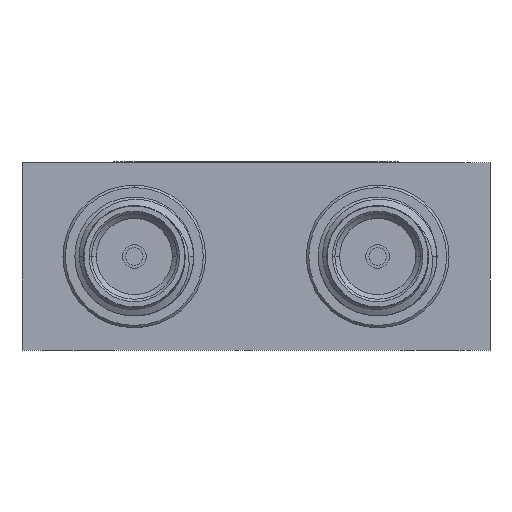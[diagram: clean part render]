
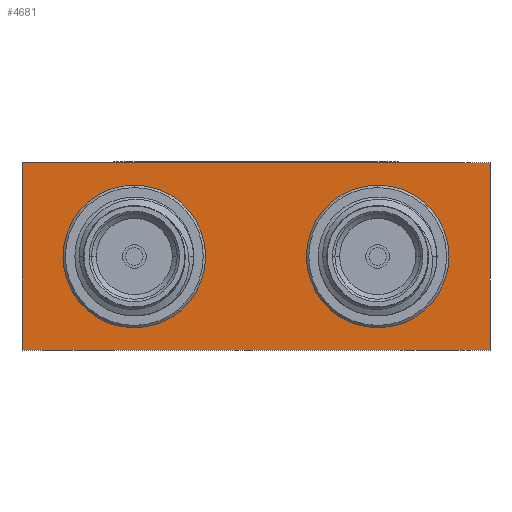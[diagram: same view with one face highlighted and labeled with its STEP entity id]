
A CAD part, front view. The second image highlights one B-rep face of the part: STEP entity #4681.
In plain terms, the highlighted planar face has unit normal (0, -1, 0).
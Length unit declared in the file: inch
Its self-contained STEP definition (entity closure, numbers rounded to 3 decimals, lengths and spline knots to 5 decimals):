
#418 = AXIS2_PLACEMENT_3D ( 'NONE', #7262, #13456, #8769 ) ;
#504 = VECTOR ( 'NONE', #15818, 39.37008 ) ;
#521 = DIRECTION ( 'NONE',  ( 0., 0., -1. ) ) ;
#870 = FACE_BOUND ( 'NONE', #6245, .T. ) ;
#1017 = VERTEX_POINT ( 'NONE', #9284 ) ;
#1100 = CARTESIAN_POINT ( 'NONE',  ( -0.25591, -2.79528, 0.15 ) ) ;
#1236 = CARTESIAN_POINT ( 'NONE',  ( 0.25591, -2.79528, 0. ) ) ;
#1373 = FACE_BOUND ( 'NONE', #18519, .T. ) ;
#1763 = DIRECTION ( 'NONE',  ( 0., 1., 0. ) ) ;
#2235 = CARTESIAN_POINT ( 'NONE',  ( -0.49213, -2.79528, -0.19685 ) ) ;
#2308 = DIRECTION ( 'NONE',  ( 1., 0., 0. ) ) ;
#2310 = DIRECTION ( 'NONE',  ( 0., -1., 0. ) ) ;
#2427 = CIRCLE ( 'NONE', #12150, 0.15 ) ;
#2469 = EDGE_CURVE ( 'NONE', #14645, #6899, #2427, .T. ) ;
#2852 = LINE ( 'NONE', #2235, #17416 ) ;
#4092 = ORIENTED_EDGE ( 'NONE', *, *, #10552, .F. ) ;
#4656 = ORIENTED_EDGE ( 'NONE', *, *, #2469, .F. ) ;
#4681 = ADVANCED_FACE ( 'NONE', ( #1373, #870, #19398 ), #10934, .F. ) ;
#5027 = ORIENTED_EDGE ( 'NONE', *, *, #15047, .F. ) ;
#5806 = AXIS2_PLACEMENT_3D ( 'NONE', #1236, #13734, #19965 ) ;
#6245 = EDGE_LOOP ( 'NONE', ( #14131, #4092 ) ) ;
#6899 = VERTEX_POINT ( 'NONE', #17352 ) ;
#7262 = CARTESIAN_POINT ( 'NONE',  ( -0.25591, -2.79528, 0. ) ) ;
#7807 = CARTESIAN_POINT ( 'NONE',  ( -0.49213, -2.79528, 0.19685 ) ) ;
#8523 = ORIENTED_EDGE ( 'NONE', *, *, #18063, .T. ) ;
#8769 = DIRECTION ( 'NONE',  ( 0., 0., -1. ) ) ;
#8822 = LINE ( 'NONE', #7807, #20203 ) ;
#8979 = CIRCLE ( 'NONE', #15579, 0.15 ) ;
#9284 = CARTESIAN_POINT ( 'NONE',  ( -0.25591, -2.79528, -0.15 ) ) ;
#9506 = CARTESIAN_POINT ( 'NONE',  ( 0.49213, -2.79528, 0.19685 ) ) ;
#9639 = ORIENTED_EDGE ( 'NONE', *, *, #11969, .F. ) ;
#9699 = CARTESIAN_POINT ( 'NONE',  ( -0.49213, -2.79528, 0.19685 ) ) ;
#9837 = CARTESIAN_POINT ( 'NONE',  ( 0.25591, -2.79528, -0.15 ) ) ;
#9952 = VERTEX_POINT ( 'NONE', #11271 ) ;
#10552 = EDGE_CURVE ( 'NONE', #1017, #14363, #18819, .T. ) ;
#10934 = PLANE ( 'NONE',  #14384 ) ;
#10985 = DIRECTION ( 'NONE',  ( 0., 0., 1. ) ) ;
#11228 = CARTESIAN_POINT ( 'NONE',  ( -0.49213, -2.79528, -0.19685 ) ) ;
#11271 = CARTESIAN_POINT ( 'NONE',  ( 0.49213, -2.79528, 0.19685 ) ) ;
#11295 = CIRCLE ( 'NONE', #5806, 0.15 ) ;
#11472 = CARTESIAN_POINT ( 'NONE',  ( -0.25591, -2.79528, 0. ) ) ;
#11969 = EDGE_CURVE ( 'NONE', #16585, #9952, #13065, .T. ) ;
#12150 = AXIS2_PLACEMENT_3D ( 'NONE', #13675, #12620, #10985 ) ;
#12196 = ORIENTED_EDGE ( 'NONE', *, *, #15174, .T. ) ;
#12620 = DIRECTION ( 'NONE',  ( 0., -1., 0. ) ) ;
#12625 = CARTESIAN_POINT ( 'NONE',  ( -0.49213, -2.79528, 0.19685 ) ) ;
#13065 = LINE ( 'NONE', #12625, #504 ) ;
#13247 = LINE ( 'NONE', #9506, #14978 ) ;
#13456 = DIRECTION ( 'NONE',  ( 0., -1., 0. ) ) ;
#13675 = CARTESIAN_POINT ( 'NONE',  ( 0.25591, -2.79528, 0. ) ) ;
#13734 = DIRECTION ( 'NONE',  ( 0., -1., 0. ) ) ;
#14064 = VERTEX_POINT ( 'NONE', #18632 ) ;
#14131 = ORIENTED_EDGE ( 'NONE', *, *, #18555, .F. ) ;
#14363 = VERTEX_POINT ( 'NONE', #1100 ) ;
#14383 = EDGE_CURVE ( 'NONE', #6899, #14645, #11295, .T. ) ;
#14384 = AXIS2_PLACEMENT_3D ( 'NONE', #20408, #1763, #15763 ) ;
#14523 = VERTEX_POINT ( 'NONE', #11228 ) ;
#14645 = VERTEX_POINT ( 'NONE', #9837 ) ;
#14978 = VECTOR ( 'NONE', #20361, 39.37008 ) ;
#15047 = EDGE_CURVE ( 'NONE', #9952, #14064, #13247, .T. ) ;
#15174 = EDGE_CURVE ( 'NONE', #16585, #14523, #8822, .T. ) ;
#15495 = ORIENTED_EDGE ( 'NONE', *, *, #14383, .F. ) ;
#15579 = AXIS2_PLACEMENT_3D ( 'NONE', #11472, #2310, #521 ) ;
#15763 = DIRECTION ( 'NONE',  ( 0., 0., 1. ) ) ;
#15818 = DIRECTION ( 'NONE',  ( 1., 0., 0. ) ) ;
#16585 = VERTEX_POINT ( 'NONE', #9699 ) ;
#17352 = CARTESIAN_POINT ( 'NONE',  ( 0.25591, -2.79528, 0.15 ) ) ;
#17416 = VECTOR ( 'NONE', #2308, 39.37008 ) ;
#17511 = DIRECTION ( 'NONE',  ( 0., 0., -1. ) ) ;
#17692 = EDGE_LOOP ( 'NONE', ( #8523, #5027, #9639, #12196 ) ) ;
#18063 = EDGE_CURVE ( 'NONE', #14523, #14064, #2852, .T. ) ;
#18519 = EDGE_LOOP ( 'NONE', ( #15495, #4656 ) ) ;
#18555 = EDGE_CURVE ( 'NONE', #14363, #1017, #8979, .T. ) ;
#18632 = CARTESIAN_POINT ( 'NONE',  ( 0.49213, -2.79528, -0.19685 ) ) ;
#18819 = CIRCLE ( 'NONE', #418, 0.15 ) ;
#19398 = FACE_OUTER_BOUND ( 'NONE', #17692, .T. ) ;
#19965 = DIRECTION ( 'NONE',  ( 0., 0., 1. ) ) ;
#20203 = VECTOR ( 'NONE', #17511, 39.37008 ) ;
#20361 = DIRECTION ( 'NONE',  ( 0., 0., -1. ) ) ;
#20408 = CARTESIAN_POINT ( 'NONE',  ( -0.49213, -2.79528, 0.19685 ) ) ;
